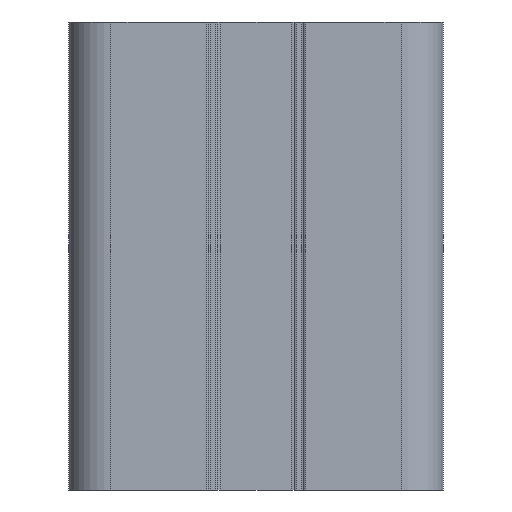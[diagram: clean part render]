
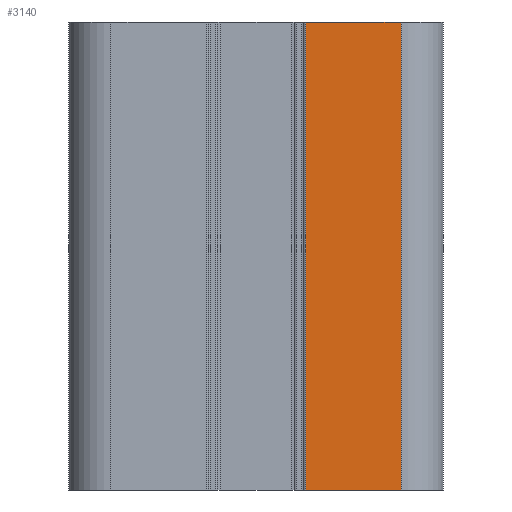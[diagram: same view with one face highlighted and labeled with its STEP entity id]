
A CAD part, front view. The second image highlights one B-rep face of the part: STEP entity #3140.
In plain terms, the highlighted planar face has unit normal (0, -1, 0).
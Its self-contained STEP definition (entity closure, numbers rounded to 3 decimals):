
#138 = EDGE_CURVE ( 'NONE', #1695, #1295, #5926, .T. ) ;
#141 = VECTOR ( 'NONE', #2299, 1000. ) ;
#379 = CARTESIAN_POINT ( 'NONE',  ( 25.3, 0., 50. ) ) ;
#845 = VERTEX_POINT ( 'NONE', #1028 ) ;
#1028 = CARTESIAN_POINT ( 'NONE',  ( 25.3, 0., 0. ) ) ;
#1295 = VERTEX_POINT ( 'NONE', #4498 ) ;
#1351 = ORIENTED_EDGE ( 'NONE', *, *, #6103, .T. ) ;
#1695 = VERTEX_POINT ( 'NONE', #2026 ) ;
#1793 = ORIENTED_EDGE ( 'NONE', *, *, #4394, .T. ) ;
#1980 = DIRECTION ( 'NONE',  ( 0., 0., -1. ) ) ;
#2026 = CARTESIAN_POINT ( 'NONE',  ( 25.3, 0., 50. ) ) ;
#2299 = DIRECTION ( 'NONE',  ( 1., 0., 0. ) ) ;
#2823 = CARTESIAN_POINT ( 'NONE',  ( 35.5, 0., 50. ) ) ;
#3110 = LINE ( 'NONE', #6033, #5235 ) ;
#3140 = ADVANCED_FACE ( 'NONE', ( #5914 ), #4807, .F. ) ;
#3931 = CARTESIAN_POINT ( 'NONE',  ( 25.3, 0., 50. ) ) ;
#3991 = AXIS2_PLACEMENT_3D ( 'NONE', #379, #5687, #5197 ) ;
#4060 = VECTOR ( 'NONE', #1980, 1000. ) ;
#4076 = DIRECTION ( 'NONE',  ( 1., 0., 0. ) ) ;
#4381 = LINE ( 'NONE', #3931, #4060 ) ;
#4394 = EDGE_CURVE ( 'NONE', #845, #5285, #3110, .T. ) ;
#4498 = CARTESIAN_POINT ( 'NONE',  ( 35.5, 0., 50. ) ) ;
#4634 = CARTESIAN_POINT ( 'NONE',  ( 35.5, 0., 0. ) ) ;
#4682 = ORIENTED_EDGE ( 'NONE', *, *, #138, .F. ) ;
#4755 = LINE ( 'NONE', #2823, #6135 ) ;
#4791 = DIRECTION ( 'NONE',  ( 0., 0., -1. ) ) ;
#4807 = PLANE ( 'NONE',  #3991 ) ;
#5197 = DIRECTION ( 'NONE',  ( 0., 0., 1. ) ) ;
#5235 = VECTOR ( 'NONE', #4076, 1000. ) ;
#5285 = VERTEX_POINT ( 'NONE', #4634 ) ;
#5401 = CARTESIAN_POINT ( 'NONE',  ( 25.3, 0., 50. ) ) ;
#5527 = ORIENTED_EDGE ( 'NONE', *, *, #5832, .F. ) ;
#5687 = DIRECTION ( 'NONE',  ( 0., 1., 0. ) ) ;
#5832 = EDGE_CURVE ( 'NONE', #1295, #5285, #4755, .T. ) ;
#5914 = FACE_OUTER_BOUND ( 'NONE', #6192, .T. ) ;
#5926 = LINE ( 'NONE', #5401, #141 ) ;
#6033 = CARTESIAN_POINT ( 'NONE',  ( 25.3, 0., 0. ) ) ;
#6103 = EDGE_CURVE ( 'NONE', #1695, #845, #4381, .T. ) ;
#6135 = VECTOR ( 'NONE', #4791, 1000. ) ;
#6192 = EDGE_LOOP ( 'NONE', ( #1793, #5527, #4682, #1351 ) ) ;
